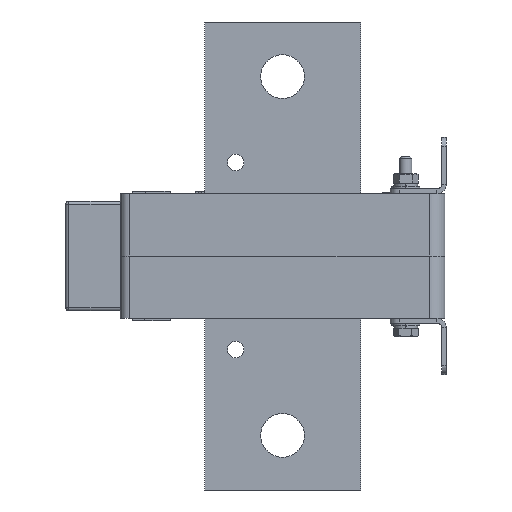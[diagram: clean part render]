
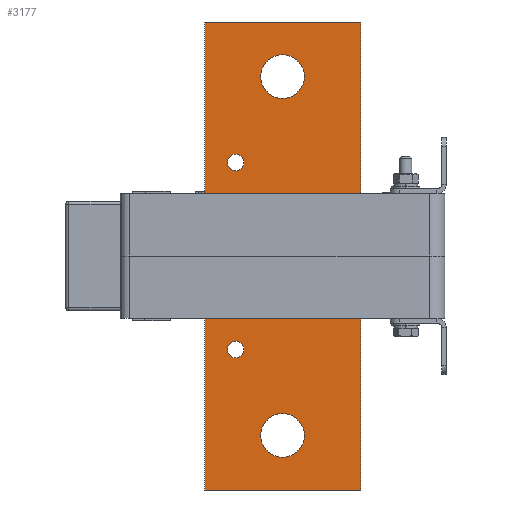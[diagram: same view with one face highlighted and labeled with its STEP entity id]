
A CAD part, left-side view. The second image highlights one B-rep face of the part: STEP entity #3177.
In plain terms, the highlighted face is planar.
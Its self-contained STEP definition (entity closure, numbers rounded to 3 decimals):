
#184 = LINE ( 'NONE', #24516, #5341 ) ;
#770 = DIRECTION ( 'NONE',  ( 1., 0., 0. ) ) ;
#1192 = EDGE_LOOP ( 'NONE', ( #29754, #30295 ) ) ;
#1699 = CIRCLE ( 'NONE', #10702, 2.65 ) ;
#1793 = DIRECTION ( 'NONE',  ( -1., 0., 0. ) ) ;
#1819 = VERTEX_POINT ( 'NONE', #12064 ) ;
#1893 = EDGE_CURVE ( 'NONE', #5126, #18166, #20050, .T. ) ;
#1942 = ORIENTED_EDGE ( 'NONE', *, *, #23616, .F. ) ;
#2044 = CARTESIAN_POINT ( 'NONE',  ( -50.5, 0., -4. ) ) ;
#2191 = DIRECTION ( 'NONE',  ( 0., 1., 0. ) ) ;
#2335 = VERTEX_POINT ( 'NONE', #24306 ) ;
#2563 = DIRECTION ( 'NONE',  ( 0., 0., 1. ) ) ;
#2765 = EDGE_LOOP ( 'NONE', ( #7949, #16470 ) ) ;
#3177 = ADVANCED_FACE ( 'NONE', ( #25841, #21117, #27831, #11148, #3547 ), #12393, .T. ) ;
#3316 = AXIS2_PLACEMENT_3D ( 'NONE', #31716, #16658, #1793 ) ;
#3547 = FACE_OUTER_BOUND ( 'NONE', #3855, .T. ) ;
#3608 = ORIENTED_EDGE ( 'NONE', *, *, #5273, .T. ) ;
#3855 = EDGE_LOOP ( 'NONE', ( #15772, #24553, #1942, #22571 ) ) ;
#3861 = EDGE_CURVE ( 'NONE', #12927, #18726, #4503, .T. ) ;
#4503 = CIRCLE ( 'NONE', #28679, 7. ) ;
#5076 = CARTESIAN_POINT ( 'NONE',  ( 30., 15., -4. ) ) ;
#5126 = VERTEX_POINT ( 'NONE', #16852 ) ;
#5273 = EDGE_CURVE ( 'NONE', #18726, #12927, #7885, .T. ) ;
#5341 = VECTOR ( 'NONE', #17409, 1000. ) ;
#5459 = DIRECTION ( 'NONE',  ( 0., 0., 1. ) ) ;
#5605 = DIRECTION ( 'NONE',  ( -1., 0., 0. ) ) ;
#6484 = CARTESIAN_POINT ( 'NONE',  ( 27.35, 15., -4. ) ) ;
#6910 = ORIENTED_EDGE ( 'NONE', *, *, #32261, .F. ) ;
#7109 = DIRECTION ( 'NONE',  ( 0., 0., -1. ) ) ;
#7543 = DIRECTION ( 'NONE',  ( 0., 0., -1. ) ) ;
#7668 = VERTEX_POINT ( 'NONE', #15345 ) ;
#7823 = CARTESIAN_POINT ( 'NONE',  ( -57.5, 0., -4. ) ) ;
#7885 = CIRCLE ( 'NONE', #27110, 7. ) ;
#7949 = ORIENTED_EDGE ( 'NONE', *, *, #1893, .F. ) ;
#8699 = DIRECTION ( 'NONE',  ( 0., 0., -1. ) ) ;
#9412 = EDGE_CURVE ( 'NONE', #2335, #7668, #26183, .T. ) ;
#10702 = AXIS2_PLACEMENT_3D ( 'NONE', #11721, #8699, #19298 ) ;
#10805 = DIRECTION ( 'NONE',  ( -1., 0., 0. ) ) ;
#11148 = FACE_BOUND ( 'NONE', #1192, .T. ) ;
#11372 = AXIS2_PLACEMENT_3D ( 'NONE', #7823, #2563, #22073 ) ;
#11516 = EDGE_LOOP ( 'NONE', ( #6910, #26343 ) ) ;
#11631 = EDGE_CURVE ( 'NONE', #20993, #28884, #32186, .T. ) ;
#11721 = CARTESIAN_POINT ( 'NONE',  ( -30., 15., -4. ) ) ;
#12064 = CARTESIAN_POINT ( 'NONE',  ( -27.35, 15., -4. ) ) ;
#12342 = AXIS2_PLACEMENT_3D ( 'NONE', #17142, #7109, #29565 ) ;
#12393 = PLANE ( 'NONE',  #13942 ) ;
#12722 = CARTESIAN_POINT ( 'NONE',  ( 0., 0., -4. ) ) ;
#12927 = VERTEX_POINT ( 'NONE', #16439 ) ;
#13134 = DIRECTION ( 'NONE',  ( 0., 0., 1. ) ) ;
#13506 = VERTEX_POINT ( 'NONE', #17742 ) ;
#13630 = VECTOR ( 'NONE', #10805, 1000. ) ;
#13942 = AXIS2_PLACEMENT_3D ( 'NONE', #12722, #29520, #32074 ) ;
#15010 = EDGE_CURVE ( 'NONE', #28884, #20993, #23559, .T. ) ;
#15345 = CARTESIAN_POINT ( 'NONE',  ( -75., 25., -4. ) ) ;
#15772 = ORIENTED_EDGE ( 'NONE', *, *, #17473, .F. ) ;
#15821 = CARTESIAN_POINT ( 'NONE',  ( -57.5, 0., -4. ) ) ;
#15935 = CARTESIAN_POINT ( 'NONE',  ( 50.5, 0., -4. ) ) ;
#16439 = CARTESIAN_POINT ( 'NONE',  ( 64.5, 0., -4. ) ) ;
#16470 = ORIENTED_EDGE ( 'NONE', *, *, #26305, .F. ) ;
#16505 = CIRCLE ( 'NONE', #19545, 2.65 ) ;
#16554 = AXIS2_PLACEMENT_3D ( 'NONE', #15821, #24118, #21307 ) ;
#16658 = DIRECTION ( 'NONE',  ( 0., 0., -1. ) ) ;
#16852 = CARTESIAN_POINT ( 'NONE',  ( 32.65, 15., -4. ) ) ;
#17109 = EDGE_CURVE ( 'NONE', #28134, #17223, #18486, .T. ) ;
#17142 = CARTESIAN_POINT ( 'NONE',  ( 30., 15., -4. ) ) ;
#17223 = VERTEX_POINT ( 'NONE', #28882 ) ;
#17409 = DIRECTION ( 'NONE',  ( 0., -1., 0. ) ) ;
#17473 = EDGE_CURVE ( 'NONE', #7668, #28134, #184, .T. ) ;
#17742 = CARTESIAN_POINT ( 'NONE',  ( -32.65, 15., -4. ) ) ;
#18166 = VERTEX_POINT ( 'NONE', #6484 ) ;
#18240 = CARTESIAN_POINT ( 'NONE',  ( 57.5, 0., -4. ) ) ;
#18486 = LINE ( 'NONE', #24227, #23080 ) ;
#18726 = VERTEX_POINT ( 'NONE', #15935 ) ;
#19298 = DIRECTION ( 'NONE',  ( -1., 0., 0. ) ) ;
#19545 = AXIS2_PLACEMENT_3D ( 'NONE', #5076, #7543, #5605 ) ;
#20050 = CIRCLE ( 'NONE', #12342, 2.65 ) ;
#20334 = DIRECTION ( 'NONE',  ( 1., 0., 0. ) ) ;
#20993 = VERTEX_POINT ( 'NONE', #23300 ) ;
#21045 = DIRECTION ( 'NONE',  ( 1., 0., 0. ) ) ;
#21117 = FACE_BOUND ( 'NONE', #2765, .T. ) ;
#21307 = DIRECTION ( 'NONE',  ( 1., 0., 0. ) ) ;
#21930 = CARTESIAN_POINT ( 'NONE',  ( -75., -25., -4. ) ) ;
#22073 = DIRECTION ( 'NONE',  ( 1., 0., 0. ) ) ;
#22128 = CARTESIAN_POINT ( 'NONE',  ( 75., -25., -4. ) ) ;
#22571 = ORIENTED_EDGE ( 'NONE', *, *, #17109, .F. ) ;
#22855 = CARTESIAN_POINT ( 'NONE',  ( 57.5, 0., -4. ) ) ;
#23018 = EDGE_LOOP ( 'NONE', ( #25335, #3608 ) ) ;
#23080 = VECTOR ( 'NONE', #21045, 1000. ) ;
#23300 = CARTESIAN_POINT ( 'NONE',  ( -64.5, 0., -4. ) ) ;
#23559 = CIRCLE ( 'NONE', #11372, 7. ) ;
#23616 = EDGE_CURVE ( 'NONE', #17223, #2335, #31954, .T. ) ;
#24118 = DIRECTION ( 'NONE',  ( 0., 0., 1. ) ) ;
#24227 = CARTESIAN_POINT ( 'NONE',  ( -75., -25., -4. ) ) ;
#24306 = CARTESIAN_POINT ( 'NONE',  ( 75., 25., -4. ) ) ;
#24343 = CARTESIAN_POINT ( 'NONE',  ( -75., 25., -4. ) ) ;
#24516 = CARTESIAN_POINT ( 'NONE',  ( -75., -25., -4. ) ) ;
#24553 = ORIENTED_EDGE ( 'NONE', *, *, #9412, .F. ) ;
#24642 = CIRCLE ( 'NONE', #3316, 2.65 ) ;
#25335 = ORIENTED_EDGE ( 'NONE', *, *, #3861, .T. ) ;
#25841 = FACE_BOUND ( 'NONE', #11516, .T. ) ;
#26183 = LINE ( 'NONE', #24343, #13630 ) ;
#26305 = EDGE_CURVE ( 'NONE', #18166, #5126, #16505, .T. ) ;
#26343 = ORIENTED_EDGE ( 'NONE', *, *, #29123, .F. ) ;
#27110 = AXIS2_PLACEMENT_3D ( 'NONE', #18240, #13134, #770 ) ;
#27831 = FACE_BOUND ( 'NONE', #23018, .T. ) ;
#28134 = VERTEX_POINT ( 'NONE', #21930 ) ;
#28679 = AXIS2_PLACEMENT_3D ( 'NONE', #22855, #5459, #20334 ) ;
#28882 = CARTESIAN_POINT ( 'NONE',  ( 75., -25., -4. ) ) ;
#28884 = VERTEX_POINT ( 'NONE', #2044 ) ;
#29123 = EDGE_CURVE ( 'NONE', #13506, #1819, #1699, .T. ) ;
#29520 = DIRECTION ( 'NONE',  ( 0., 0., -1. ) ) ;
#29565 = DIRECTION ( 'NONE',  ( -1., 0., 0. ) ) ;
#29754 = ORIENTED_EDGE ( 'NONE', *, *, #15010, .T. ) ;
#30295 = ORIENTED_EDGE ( 'NONE', *, *, #11631, .T. ) ;
#31716 = CARTESIAN_POINT ( 'NONE',  ( -30., 15., -4. ) ) ;
#31855 = VECTOR ( 'NONE', #2191, 1000. ) ;
#31954 = LINE ( 'NONE', #22128, #31855 ) ;
#32074 = DIRECTION ( 'NONE',  ( -1., 0., 0. ) ) ;
#32186 = CIRCLE ( 'NONE', #16554, 7. ) ;
#32261 = EDGE_CURVE ( 'NONE', #1819, #13506, #24642, .T. ) ;
